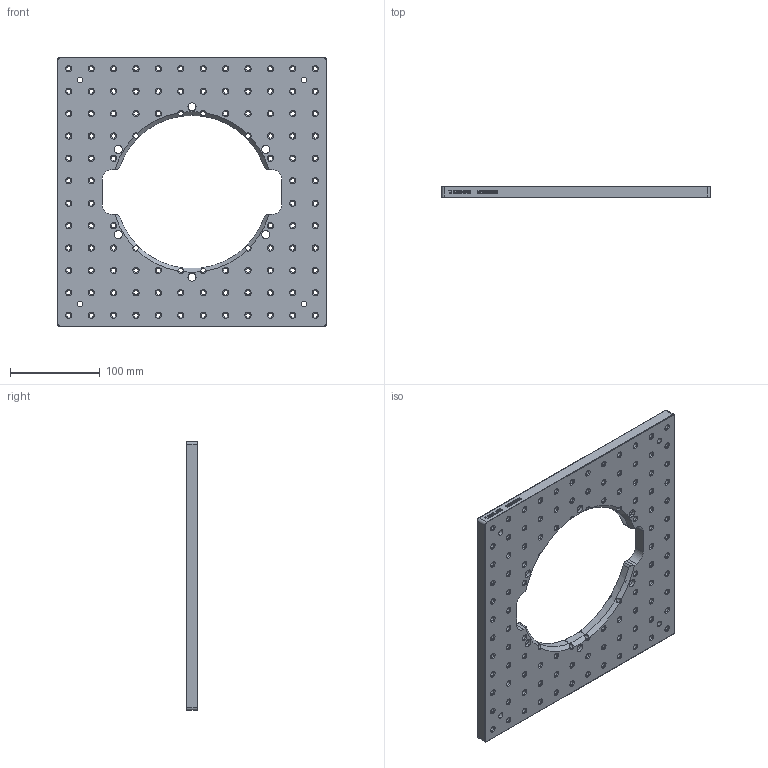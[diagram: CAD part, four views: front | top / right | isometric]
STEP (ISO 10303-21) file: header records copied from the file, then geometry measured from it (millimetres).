
FILE_DESCRIPTION (( 'STEP AP214' ), '1' );
FILE_NAME ('MINT032-M-1002.ipt.STEP', '2025-02-26T10:18:24', ( '' ), ( '' ), 'SwSTEP 2.0', 'SolidWorks 2025', '' );
FILE_SCHEMA (( 'AUTOMOTIVE_DESIGN' ));
Length unit declared in the file: millimetre
Products named in the file (1): MINT032-M-1002.ipt
Bounding box: 300 x 12.7 x 300 mm (x, y, z)
Volume: 785970 mm3; surface area: 171203.6 mm2
Topology: 1 solids, 1 shells, 1029 faces, 2583 edges, 1574 vertices
Faces by surface type: cone 447, cylinder 333, plane 185, bspline 64
Entity records: 35193 total; most frequent: CARTESIAN_POINT 9820, DIRECTION 5457, ORIENTED_EDGE 5166, EDGE_CURVE 2583, AXIS2_PLACEMENT_3D 2092, VERTEX_POINT 1574, EDGE_LOOP 1285, LINE 1273
